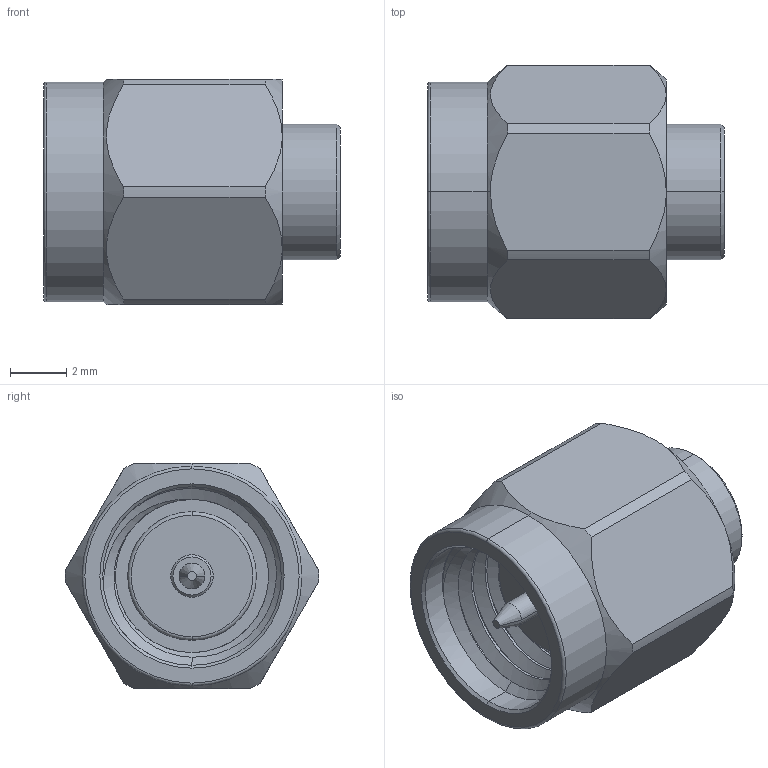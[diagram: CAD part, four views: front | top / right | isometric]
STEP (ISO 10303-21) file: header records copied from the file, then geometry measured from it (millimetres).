
FILE_DESCRIPTION (( 'STEP AP203' ), '1' );
FILE_NAME ('PE4112.step', '2018-12-06T01:32:11', ( '' ), ( '' ), 'SwSTEP 2.0', 'SolidWorks 2017', '' );
FILE_SCHEMA (( 'CONFIG_CONTROL_DESIGN' ));
Length unit declared in the file: inch
Products named in the file (1): PE4112
Bounding box: 10.55 x 9.02 x 8 mm (x, y, z)
Volume: 360.7 mm3; surface area: 600.7 mm2
Topology: 2 solids, 2 shells, 83 faces, 192 edges, 117 vertices
Faces by surface type: cylinder 36, cone 25, plane 15, torus 4, bspline 3
Entity records: 3467 total; most frequent: CARTESIAN_POINT 1573, DIRECTION 381, ORIENTED_EDGE 380, EDGE_CURVE 190, AXIS2_PLACEMENT_3D 161, VERTEX_POINT 117, EDGE_LOOP 93, ADVANCED_FACE 83
